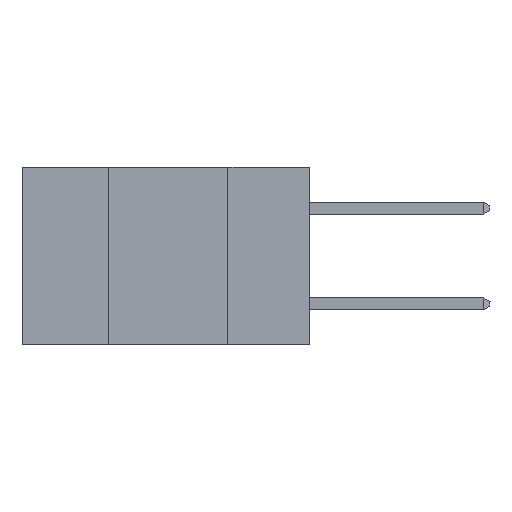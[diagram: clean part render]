
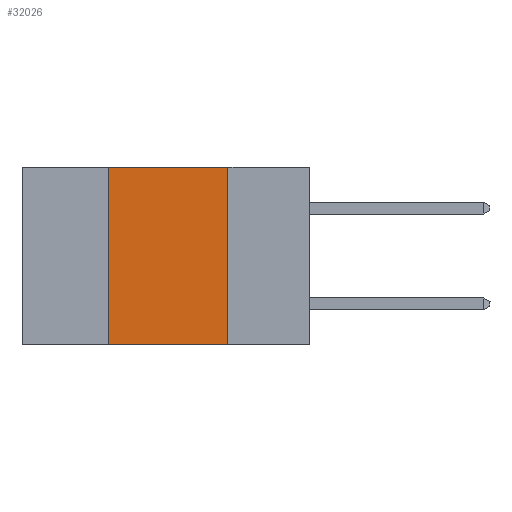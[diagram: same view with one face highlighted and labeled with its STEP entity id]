
A CAD part, left-side view. The second image highlights one B-rep face of the part: STEP entity #32026.
In plain terms, the highlighted planar face has unit normal (-1, 0, 0).
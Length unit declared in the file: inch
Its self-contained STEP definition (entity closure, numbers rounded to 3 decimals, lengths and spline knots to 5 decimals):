
#41 = CARTESIAN_POINT ( 'NONE',  ( 0., 0.6, 0. ) ) ;
#370 = EDGE_CURVE ( 'NONE', #13965, #4075, #10556, .T. ) ;
#627 = FACE_OUTER_BOUND ( 'NONE', #32094, .T. ) ;
#1008 = ORIENTED_EDGE ( 'NONE', *, *, #370, .T. ) ;
#1445 = EDGE_CURVE ( 'NONE', #20475, #34629, #10497, .T. ) ;
#4075 = VERTEX_POINT ( 'NONE', #9077 ) ;
#5733 = VECTOR ( 'NONE', #11987, 39.37008 ) ;
#6946 = ORIENTED_EDGE ( 'NONE', *, *, #20374, .F. ) ;
#9077 = CARTESIAN_POINT ( 'NONE',  ( 0., 0.17, -0.37 ) ) ;
#9301 = DIRECTION ( 'NONE',  ( 0., 0., -1. ) ) ;
#9621 = CARTESIAN_POINT ( 'NONE',  ( 0., 0.42, 0. ) ) ;
#10497 = LINE ( 'NONE', #34078, #18035 ) ;
#10556 = LINE ( 'NONE', #38221, #24377 ) ;
#11222 = ORIENTED_EDGE ( 'NONE', *, *, #16294, .F. ) ;
#11987 = DIRECTION ( 'NONE',  ( 0., 0., -1. ) ) ;
#13965 = VERTEX_POINT ( 'NONE', #22863 ) ;
#14481 = LINE ( 'NONE', #9621, #23539 ) ;
#15410 = PLANE ( 'NONE',  #36726 ) ;
#15735 = LINE ( 'NONE', #24221, #5733 ) ;
#16294 = EDGE_CURVE ( 'NONE', #34629, #4075, #15735, .T. ) ;
#18035 = VECTOR ( 'NONE', #19020, 39.37008 ) ;
#19020 = DIRECTION ( 'NONE',  ( 0., -1., 0. ) ) ;
#20374 = EDGE_CURVE ( 'NONE', #13965, #20475, #14481, .T. ) ;
#20475 = VERTEX_POINT ( 'NONE', #33936 ) ;
#22863 = CARTESIAN_POINT ( 'NONE',  ( 0., 0.42, -0.37 ) ) ;
#23539 = VECTOR ( 'NONE', #33674, 39.37008 ) ;
#24221 = CARTESIAN_POINT ( 'NONE',  ( 0., 0.17, 0. ) ) ;
#24377 = VECTOR ( 'NONE', #26028, 39.37008 ) ;
#26028 = DIRECTION ( 'NONE',  ( 0., -1., 0. ) ) ;
#27601 = DIRECTION ( 'NONE',  ( 1., 0., 0. ) ) ;
#31233 = ORIENTED_EDGE ( 'NONE', *, *, #1445, .F. ) ;
#32026 = ADVANCED_FACE ( 'NONE', ( #627 ), #15410, .F. ) ;
#32094 = EDGE_LOOP ( 'NONE', ( #11222, #31233, #6946, #1008 ) ) ;
#33674 = DIRECTION ( 'NONE',  ( 0., 0., 1. ) ) ;
#33813 = CARTESIAN_POINT ( 'NONE',  ( 0., 0.17, 0. ) ) ;
#33936 = CARTESIAN_POINT ( 'NONE',  ( 0., 0.42, 0. ) ) ;
#34078 = CARTESIAN_POINT ( 'NONE',  ( 0., 0.6, 0. ) ) ;
#34629 = VERTEX_POINT ( 'NONE', #33813 ) ;
#36726 = AXIS2_PLACEMENT_3D ( 'NONE', #41, #27601, #9301 ) ;
#38221 = CARTESIAN_POINT ( 'NONE',  ( 0., 0.6, -0.37 ) ) ;
